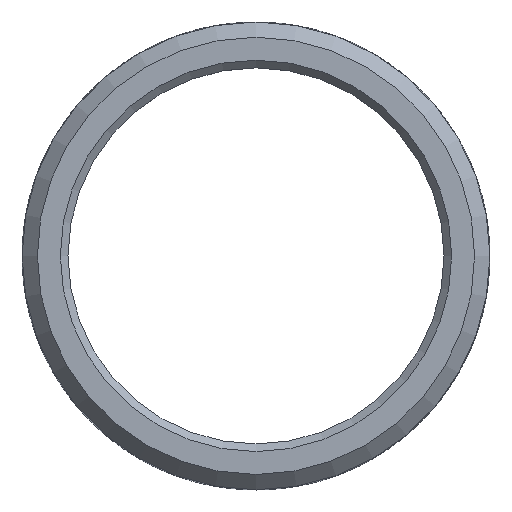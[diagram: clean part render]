
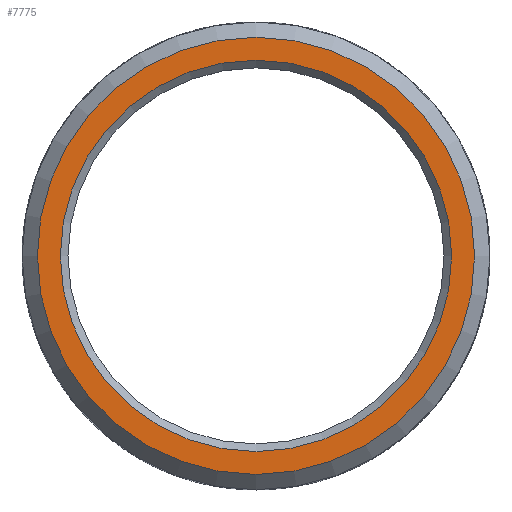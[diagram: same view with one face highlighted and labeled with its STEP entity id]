
A CAD part, top view. The second image highlights one B-rep face of the part: STEP entity #7775.
In plain terms, the highlighted planar face has unit normal (0, 0, 1).
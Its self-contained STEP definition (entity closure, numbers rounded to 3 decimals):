
#783=FACE_BOUND('',#2205,.T.);
#1796=FACE_OUTER_BOUND('',#2204,.T.);
#2204=EDGE_LOOP('',(#4972));
#2205=EDGE_LOOP('',(#4973));
#2815=CIRCLE('',#8240,12.8);
#2817=CIRCLE('',#8243,14.3);
#2888=VERTEX_POINT('',#12459);
#2890=VERTEX_POINT('',#12465);
#3707=EDGE_CURVE('',#2888,#2888,#2815,.T.);
#3710=EDGE_CURVE('',#2890,#2890,#2817,.T.);
#4972=ORIENTED_EDGE('',*,*,#3710,.F.);
#4973=ORIENTED_EDGE('',*,*,#3707,.F.);
#7372=PLANE('',#8242);
#7775=ADVANCED_FACE('',(#1796,#783),#7372,.T.);
#8240=AXIS2_PLACEMENT_3D('',#12460,#9573,#9574);
#8242=AXIS2_PLACEMENT_3D('',#12464,#9578,#9579);
#8243=AXIS2_PLACEMENT_3D('',#12466,#9580,#9581);
#9573=DIRECTION('center_axis',(0.,0.,
1.));
#9574=DIRECTION('ref_axis',(1.,0.,0.));
#9578=DIRECTION('center_axis',(0.,0.,
1.));
#9579=DIRECTION('ref_axis',(1.,0.,0.));
#9580=DIRECTION('center_axis',(0.,0.,
-1.));
#9581=DIRECTION('ref_axis',(1.,0.,0.));
#12459=CARTESIAN_POINT('',(-12.8,0.,2.6));
#12460=CARTESIAN_POINT('Origin',(0.,0.,
2.6));
#12464=CARTESIAN_POINT('Origin',(0.,0.,2.6));
#12465=CARTESIAN_POINT('',(-14.3,0.,2.6));
#12466=CARTESIAN_POINT('Origin',(0.,0.,
2.6));
